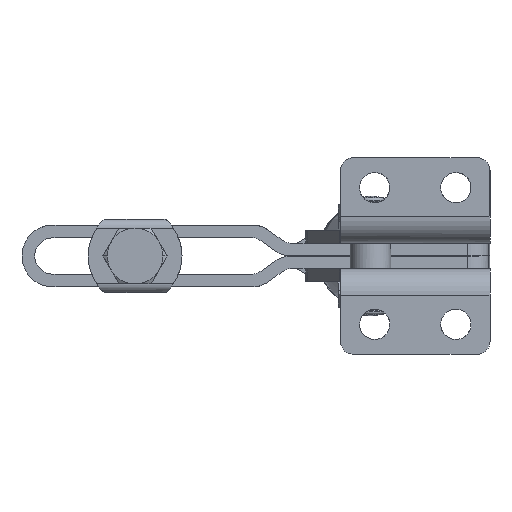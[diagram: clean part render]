
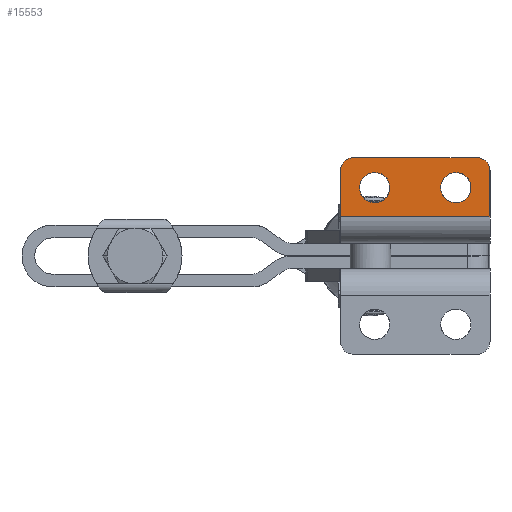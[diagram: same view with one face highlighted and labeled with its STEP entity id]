
A CAD part, front view. The second image highlights one B-rep face of the part: STEP entity #15553.
In plain terms, the highlighted planar face has unit normal (0, -1, 0).
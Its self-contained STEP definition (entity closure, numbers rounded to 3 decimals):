
#15488=AXIS2_PLACEMENT_3D('Plane Axis2P3D',#15485,#15486,#15487) ;
#15492=AXIS2_PLACEMENT_3D('Circle Axis2P3D',#15490,#15491,$) ;
#15506=AXIS2_PLACEMENT_3D('Circle Axis2P3D',#15504,#15505,$) ;
#15519=AXIS2_PLACEMENT_3D('Circle Axis2P3D',#15517,#15518,$) ;
#15528=AXIS2_PLACEMENT_3D('Circle Axis2P3D',#15526,#15527,$) ;
#15537=AXIS2_PLACEMENT_3D('Circle Axis2P3D',#15535,#15536,$) ;
#15546=AXIS2_PLACEMENT_3D('Circle Axis2P3D',#15544,#15545,$) ;
#12596=CARTESIAN_POINT('Line Origine',(0.,-3.487,20.6)) ;
#12600=CARTESIAN_POINT('Vertex',(0.,-3.487,15.2)) ;
#12602=CARTESIAN_POINT('Vertex',(0.,-3.487,26.)) ;
#12668=CARTESIAN_POINT('Vertex',(35.,-3.487,15.2)) ;
#12671=CARTESIAN_POINT('Line Origine',(17.5,-3.487,15.2)) ;
#12727=CARTESIAN_POINT('Vertex',(35.,-3.487,26.)) ;
#12730=CARTESIAN_POINT('Line Origine',(35.,-3.487,20.6)) ;
#15485=CARTESIAN_POINT('Axis2P3D Location',(16.386,-3.487,-1.776)) ;
#15490=CARTESIAN_POINT('Axis2P3D Location',(32.,-3.487,26.)) ;
#15494=CARTESIAN_POINT('Vertex',(32.,-3.487,29.)) ;
#15497=CARTESIAN_POINT('Line Origine',(17.5,-3.487,29.)) ;
#15501=CARTESIAN_POINT('Vertex',(3.,-3.487,29.)) ;
#15504=CARTESIAN_POINT('Axis2P3D Location',(3.,-3.487,26.)) ;
#15517=CARTESIAN_POINT('Axis2P3D Location',(8.,-3.487,22.)) ;
#15521=CARTESIAN_POINT('Vertex',(11.55,-3.487,22.)) ;
#15523=CARTESIAN_POINT('Vertex',(4.45,-3.487,22.)) ;
#15526=CARTESIAN_POINT('Axis2P3D Location',(8.,-3.487,22.)) ;
#15535=CARTESIAN_POINT('Axis2P3D Location',(27.,-3.487,22.)) ;
#15539=CARTESIAN_POINT('Vertex',(30.55,-3.487,22.)) ;
#15541=CARTESIAN_POINT('Vertex',(23.45,-3.487,22.)) ;
#15544=CARTESIAN_POINT('Axis2P3D Location',(27.,-3.487,22.)) ;
#12597=DIRECTION('Vector Direction',(0.,0.,1.)) ;
#12672=DIRECTION('Vector Direction',(-1.,0.,0.)) ;
#12731=DIRECTION('Vector Direction',(0.,0.,-1.)) ;
#15486=DIRECTION('Axis2P3D Direction',(-0.,1.,0.)) ;
#15487=DIRECTION('Axis2P3D XDirection',(1.,0.,0.)) ;
#15491=DIRECTION('Axis2P3D Direction',(-0.,1.,0.)) ;
#15498=DIRECTION('Vector Direction',(1.,0.,0.)) ;
#15505=DIRECTION('Axis2P3D Direction',(-0.,1.,0.)) ;
#15518=DIRECTION('Axis2P3D Direction',(-0.,1.,0.)) ;
#15527=DIRECTION('Axis2P3D Direction',(-0.,1.,0.)) ;
#15536=DIRECTION('Axis2P3D Direction',(-0.,1.,0.)) ;
#15545=DIRECTION('Axis2P3D Direction',(-0.,1.,0.)) ;
#12598=VECTOR('Line Direction',#12597,1.) ;
#12673=VECTOR('Line Direction',#12672,1.) ;
#12732=VECTOR('Line Direction',#12731,1.) ;
#15499=VECTOR('Line Direction',#15498,1.) ;
#15510=ORIENTED_EDGE('',*,*,#12675,.T.) ;
#15511=ORIENTED_EDGE('',*,*,#12734,.F.) ;
#15512=ORIENTED_EDGE('',*,*,#15496,.F.) ;
#15513=ORIENTED_EDGE('',*,*,#15503,.F.) ;
#15514=ORIENTED_EDGE('',*,*,#15508,.F.) ;
#15515=ORIENTED_EDGE('',*,*,#12604,.F.) ;
#15532=ORIENTED_EDGE('',*,*,#15525,.T.) ;
#15533=ORIENTED_EDGE('',*,*,#15530,.T.) ;
#15550=ORIENTED_EDGE('',*,*,#15543,.T.) ;
#15551=ORIENTED_EDGE('',*,*,#15548,.T.) ;
#15534=FACE_BOUND('',#15531,.T.) ;
#15552=FACE_BOUND('',#15549,.T.) ;
#15553=ADVANCED_FACE('VERTIKALSPANNER_TS_V_245_UB_357853',(#15516,#15534,#15552),#15489,.F.) ;
#15493=CIRCLE('generated circle',#15492,3.) ;
#15507=CIRCLE('generated circle',#15506,3.) ;
#15520=CIRCLE('generated circle',#15519,3.55) ;
#15529=CIRCLE('generated circle',#15528,3.55) ;
#15538=CIRCLE('generated circle',#15537,3.55) ;
#15547=CIRCLE('generated circle',#15546,3.55) ;
#12604=EDGE_CURVE('',#12601,#12603,#12599,.T.) ;
#12675=EDGE_CURVE('',#12601,#12669,#12674,.F.) ;
#12734=EDGE_CURVE('',#12728,#12669,#12733,.T.) ;
#15496=EDGE_CURVE('',#15495,#12728,#15493,.T.) ;
#15503=EDGE_CURVE('',#15502,#15495,#15500,.T.) ;
#15508=EDGE_CURVE('',#12603,#15502,#15507,.T.) ;
#15525=EDGE_CURVE('',#15522,#15524,#15520,.T.) ;
#15530=EDGE_CURVE('',#15524,#15522,#15529,.T.) ;
#15543=EDGE_CURVE('',#15540,#15542,#15538,.T.) ;
#15548=EDGE_CURVE('',#15542,#15540,#15547,.T.) ;
#15509=EDGE_LOOP('',(#15510,#15511,#15512,#15513,#15514,#15515)) ;
#15531=EDGE_LOOP('',(#15532,#15533)) ;
#15549=EDGE_LOOP('',(#15550,#15551)) ;
#15516=FACE_OUTER_BOUND('',#15509,.T.) ;
#12599=LINE('Line',#12596,#12598) ;
#12674=LINE('Line',#12671,#12673) ;
#12733=LINE('Line',#12730,#12732) ;
#15500=LINE('Line',#15497,#15499) ;
#15489=PLANE('Plane',#15488) ;
#12601=VERTEX_POINT('',#12600) ;
#12603=VERTEX_POINT('',#12602) ;
#12669=VERTEX_POINT('',#12668) ;
#12728=VERTEX_POINT('',#12727) ;
#15495=VERTEX_POINT('',#15494) ;
#15502=VERTEX_POINT('',#15501) ;
#15522=VERTEX_POINT('',#15521) ;
#15524=VERTEX_POINT('',#15523) ;
#15540=VERTEX_POINT('',#15539) ;
#15542=VERTEX_POINT('',#15541) ;
